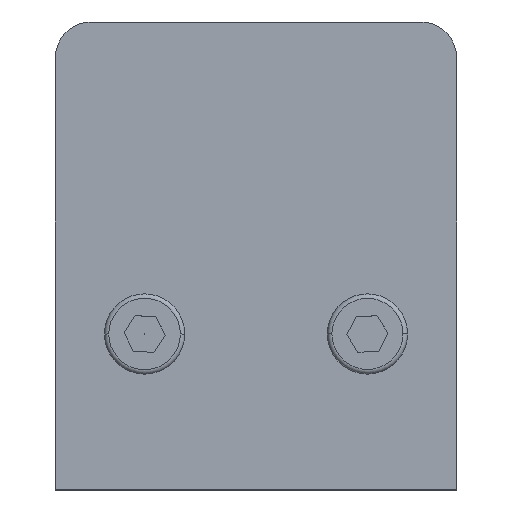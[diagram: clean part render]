
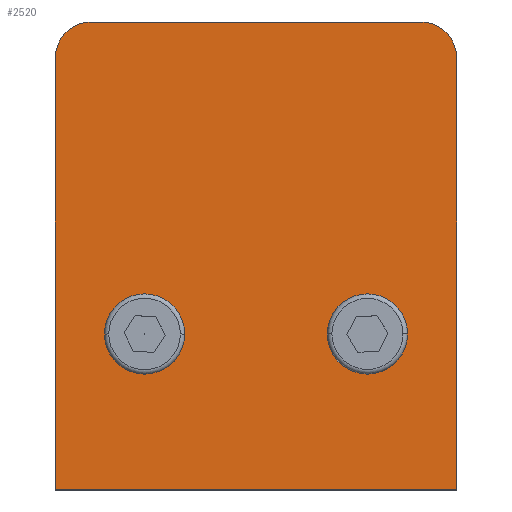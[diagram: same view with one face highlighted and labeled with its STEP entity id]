
A CAD part, top view. The second image highlights one B-rep face of the part: STEP entity #2520.
In plain terms, the highlighted planar face has unit normal (0, 0, 1).
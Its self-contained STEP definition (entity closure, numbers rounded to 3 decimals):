
#3 = CARTESIAN_POINT ( 'NONE',  ( 22.5, 33.5, 20.75 ) ) ;
#10 = EDGE_CURVE ( 'NONE', #3628, #2518, #11, .T. ) ;
#11 = CIRCLE ( 'NONE', #2750, 4. ) ;
#93 = CARTESIAN_POINT ( 'NONE',  ( -18.5, 33.5, 20.75 ) ) ;
#161 = EDGE_CURVE ( 'NONE', #1078, #3162, #374, .T. ) ;
#262 = LINE ( 'NONE', #2756, #626 ) ;
#267 = VERTEX_POINT ( 'NONE', #3 ) ;
#374 = CIRCLE ( 'NONE', #3476, 4.5 ) ;
#506 = DIRECTION ( 'NONE',  ( 0., 0., 1. ) ) ;
#548 = CARTESIAN_POINT ( 'NONE',  ( 22.5, 37.5, 20.75 ) ) ;
#564 = DIRECTION ( 'NONE',  ( 0., 0., -1. ) ) ;
#577 = DIRECTION ( 'NONE',  ( 0., -1., 0. ) ) ;
#582 = AXIS2_PLACEMENT_3D ( 'NONE', #3077, #564, #1710 ) ;
#613 = EDGE_CURVE ( 'NONE', #3150, #2551, #917, .T. ) ;
#626 = VECTOR ( 'NONE', #1382, 1000. ) ;
#646 = CIRCLE ( 'NONE', #1654, 4.5 ) ;
#689 = CIRCLE ( 'NONE', #1221, 4.5 ) ;
#762 = CARTESIAN_POINT ( 'NONE',  ( 12.5, 2.5, 20.75 ) ) ;
#791 = CARTESIAN_POINT ( 'NONE',  ( -12.5, 2.5, 20.75 ) ) ;
#812 = DIRECTION ( 'NONE',  ( 0., 0., 1. ) ) ;
#832 = CIRCLE ( 'NONE', #2207, 4.5 ) ;
#857 = FACE_BOUND ( 'NONE', #3071, .T. ) ;
#917 = LINE ( 'NONE', #2066, #1700 ) ;
#960 = CARTESIAN_POINT ( 'NONE',  ( -8., 2.5, 20.75 ) ) ;
#988 = DIRECTION ( 'NONE',  ( 0., 0., 1. ) ) ;
#1078 = VERTEX_POINT ( 'NONE', #1298 ) ;
#1218 = ORIENTED_EDGE ( 'NONE', *, *, #2110, .T. ) ;
#1221 = AXIS2_PLACEMENT_3D ( 'NONE', #1478, #3524, #2041 ) ;
#1291 = ORIENTED_EDGE ( 'NONE', *, *, #613, .T. ) ;
#1298 = CARTESIAN_POINT ( 'NONE',  ( -17., 2.5, 20.75 ) ) ;
#1344 = DIRECTION ( 'NONE',  ( 0., -1., 0. ) ) ;
#1382 = DIRECTION ( 'NONE',  ( -1., 0., 0. ) ) ;
#1416 = EDGE_CURVE ( 'NONE', #3162, #1078, #646, .T. ) ;
#1453 = FACE_BOUND ( 'NONE', #3043, .T. ) ;
#1478 = CARTESIAN_POINT ( 'NONE',  ( 12.5, 2.5, 20.75 ) ) ;
#1503 = DIRECTION ( 'NONE',  ( 0., 1., 0. ) ) ;
#1583 = CARTESIAN_POINT ( 'NONE',  ( -22.5, 37.5, 20.75 ) ) ;
#1588 = ORIENTED_EDGE ( 'NONE', *, *, #2673, .F. ) ;
#1654 = AXIS2_PLACEMENT_3D ( 'NONE', #2125, #2194, #2957 ) ;
#1700 = VECTOR ( 'NONE', #3379, 1000. ) ;
#1710 = DIRECTION ( 'NONE',  ( 0., 1., 0. ) ) ;
#1736 = EDGE_CURVE ( 'NONE', #267, #2551, #3423, .T. ) ;
#1844 = CARTESIAN_POINT ( 'NONE',  ( -18.5, 37.5, 20.75 ) ) ;
#1853 = DIRECTION ( 'NONE',  ( 0., 0., 1. ) ) ;
#1856 = ORIENTED_EDGE ( 'NONE', *, *, #1416, .F. ) ;
#1905 = LINE ( 'NONE', #1583, #3500 ) ;
#1946 = ORIENTED_EDGE ( 'NONE', *, *, #161, .F. ) ;
#2000 = CARTESIAN_POINT ( 'NONE',  ( 18.5, 37.5, 20.75 ) ) ;
#2001 = FACE_OUTER_BOUND ( 'NONE', #2808, .T. ) ;
#2041 = DIRECTION ( 'NONE',  ( 1., 0., 0. ) ) ;
#2052 = VERTEX_POINT ( 'NONE', #3553 ) ;
#2066 = CARTESIAN_POINT ( 'NONE',  ( -42.5, -14.952, 20.75 ) ) ;
#2109 = EDGE_CURVE ( 'NONE', #2052, #2735, #832, .T. ) ;
#2110 = EDGE_CURVE ( 'NONE', #2518, #3150, #1905, .T. ) ;
#2125 = CARTESIAN_POINT ( 'NONE',  ( -12.5, 2.5, 20.75 ) ) ;
#2194 = DIRECTION ( 'NONE',  ( 0., 0., 1. ) ) ;
#2207 = AXIS2_PLACEMENT_3D ( 'NONE', #762, #506, #2760 ) ;
#2229 = CARTESIAN_POINT ( 'NONE',  ( -22.5, -14.952, 20.75 ) ) ;
#2296 = PLANE ( 'NONE',  #582 ) ;
#2299 = ORIENTED_EDGE ( 'NONE', *, *, #2947, .T. ) ;
#2331 = EDGE_CURVE ( 'NONE', #267, #3511, #2617, .T. ) ;
#2350 = CARTESIAN_POINT ( 'NONE',  ( 22.5, -14.952, 20.75 ) ) ;
#2518 = VERTEX_POINT ( 'NONE', #3695 ) ;
#2520 = ADVANCED_FACE ( 'NONE', ( #1453, #857, #2001 ), #2296, .F. ) ;
#2551 = VERTEX_POINT ( 'NONE', #2350 ) ;
#2617 = CIRCLE ( 'NONE', #3376, 4. ) ;
#2673 = EDGE_CURVE ( 'NONE', #2735, #2052, #689, .T. ) ;
#2735 = VERTEX_POINT ( 'NONE', #3138 ) ;
#2750 = AXIS2_PLACEMENT_3D ( 'NONE', #93, #1853, #1503 ) ;
#2756 = CARTESIAN_POINT ( 'NONE',  ( 22.5, 37.5, 20.75 ) ) ;
#2760 = DIRECTION ( 'NONE',  ( 1., 0., 0. ) ) ;
#2808 = EDGE_LOOP ( 'NONE', ( #1218, #1291, #3239, #3093, #2299, #3577 ) ) ;
#2838 = VECTOR ( 'NONE', #577, 1000. ) ;
#2947 = EDGE_CURVE ( 'NONE', #3511, #3628, #262, .T. ) ;
#2957 = DIRECTION ( 'NONE',  ( 1., 0., 0. ) ) ;
#3043 = EDGE_LOOP ( 'NONE', ( #1856, #1946 ) ) ;
#3071 = EDGE_LOOP ( 'NONE', ( #1588, #3104 ) ) ;
#3077 = CARTESIAN_POINT ( 'NONE',  ( 22.5, 37.5, 20.75 ) ) ;
#3093 = ORIENTED_EDGE ( 'NONE', *, *, #2331, .T. ) ;
#3104 = ORIENTED_EDGE ( 'NONE', *, *, #2109, .F. ) ;
#3138 = CARTESIAN_POINT ( 'NONE',  ( 17., 2.5, 20.75 ) ) ;
#3150 = VERTEX_POINT ( 'NONE', #2229 ) ;
#3162 = VERTEX_POINT ( 'NONE', #960 ) ;
#3178 = CARTESIAN_POINT ( 'NONE',  ( 18.5, 33.5, 20.75 ) ) ;
#3239 = ORIENTED_EDGE ( 'NONE', *, *, #1736, .F. ) ;
#3376 = AXIS2_PLACEMENT_3D ( 'NONE', #3178, #988, #3477 ) ;
#3379 = DIRECTION ( 'NONE',  ( 1., 0., 0. ) ) ;
#3423 = LINE ( 'NONE', #548, #2838 ) ;
#3476 = AXIS2_PLACEMENT_3D ( 'NONE', #791, #812, #3612 ) ;
#3477 = DIRECTION ( 'NONE',  ( 0., 1., 0. ) ) ;
#3500 = VECTOR ( 'NONE', #1344, 1000. ) ;
#3511 = VERTEX_POINT ( 'NONE', #2000 ) ;
#3524 = DIRECTION ( 'NONE',  ( 0., 0., 1. ) ) ;
#3553 = CARTESIAN_POINT ( 'NONE',  ( 8., 2.5, 20.75 ) ) ;
#3577 = ORIENTED_EDGE ( 'NONE', *, *, #10, .T. ) ;
#3612 = DIRECTION ( 'NONE',  ( 1., 0., 0. ) ) ;
#3628 = VERTEX_POINT ( 'NONE', #1844 ) ;
#3695 = CARTESIAN_POINT ( 'NONE',  ( -22.5, 33.5, 20.75 ) ) ;
